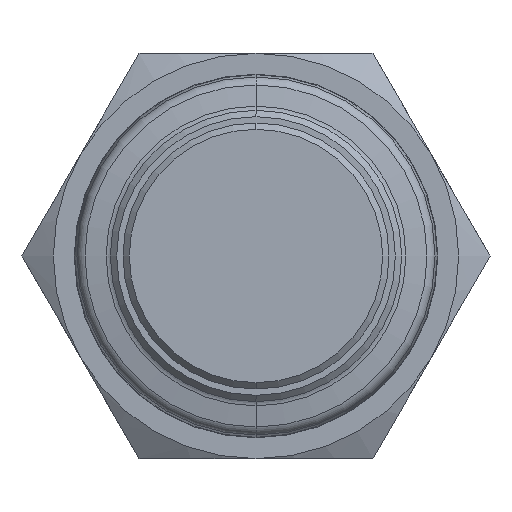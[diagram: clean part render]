
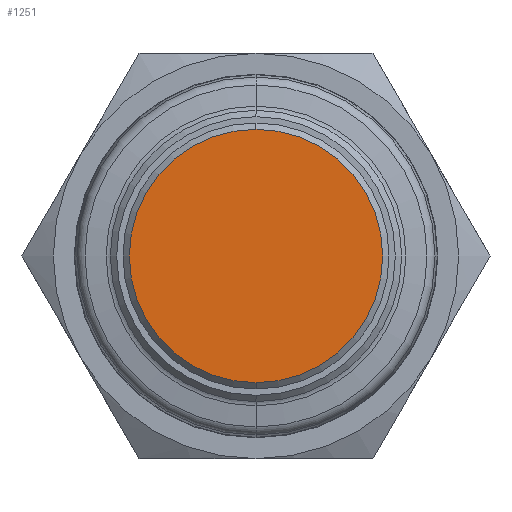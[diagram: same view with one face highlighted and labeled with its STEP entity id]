
A CAD part, front view. The second image highlights one B-rep face of the part: STEP entity #1251.
In plain terms, the highlighted planar face has unit normal (0, -1, 0).
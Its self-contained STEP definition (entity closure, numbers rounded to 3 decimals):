
#10 = ORIENTED_EDGE ( 'NONE', *, *, #2920, .T. ) ;
#222 = DIRECTION ( 'NONE',  ( 0., -1., 0. ) ) ;
#316 = EDGE_LOOP ( 'NONE', ( #3104, #10 ) ) ;
#364 = DIRECTION ( 'NONE',  ( 0., -1., 0. ) ) ;
#413 = CIRCLE ( 'NONE', #1268, 10. ) ;
#416 = VERTEX_POINT ( 'NONE', #2390 ) ;
#1251 = ADVANCED_FACE ( 'NONE', ( #4308 ), #3976, .F. ) ;
#1268 = AXIS2_PLACEMENT_3D ( 'NONE', #2551, #364, #2909 ) ;
#1401 = AXIS2_PLACEMENT_3D ( 'NONE', #2370, #222, #2722 ) ;
#2003 = AXIS2_PLACEMENT_3D ( 'NONE', #2165, #2528, #2883 ) ;
#2165 = CARTESIAN_POINT ( 'NONE',  ( -7.5, -80.9, 0. ) ) ;
#2370 = CARTESIAN_POINT ( 'NONE',  ( 0., -80.9, 0. ) ) ;
#2390 = CARTESIAN_POINT ( 'NONE',  ( 0., -80.9, 10. ) ) ;
#2528 = DIRECTION ( 'NONE',  ( 0., 1., 0. ) ) ;
#2551 = CARTESIAN_POINT ( 'NONE',  ( 0., -80.9, 0. ) ) ;
#2623 = CIRCLE ( 'NONE', #1401, 10. ) ;
#2722 = DIRECTION ( 'NONE',  ( 0., 0., 1. ) ) ;
#2729 = EDGE_CURVE ( 'NONE', #4165, #416, #2623, .T. ) ;
#2883 = DIRECTION ( 'NONE',  ( 0., 0., -1. ) ) ;
#2909 = DIRECTION ( 'NONE',  ( 0., 0., 1. ) ) ;
#2920 = EDGE_CURVE ( 'NONE', #416, #4165, #413, .T. ) ;
#3013 = CARTESIAN_POINT ( 'NONE',  ( 0., -80.9, -10. ) ) ;
#3104 = ORIENTED_EDGE ( 'NONE', *, *, #2729, .T. ) ;
#3976 = PLANE ( 'NONE',  #2003 ) ;
#4165 = VERTEX_POINT ( 'NONE', #3013 ) ;
#4308 = FACE_OUTER_BOUND ( 'NONE', #316, .T. ) ;
